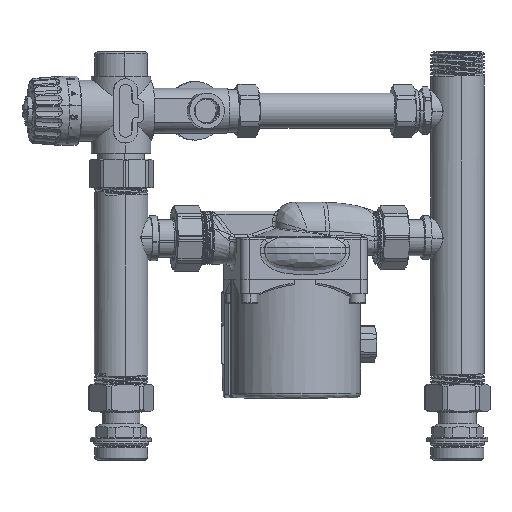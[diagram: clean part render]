
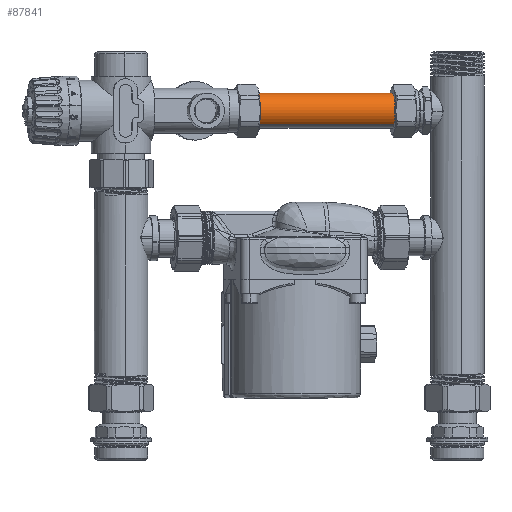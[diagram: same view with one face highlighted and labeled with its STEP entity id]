
A CAD part, left-side view. The second image highlights one B-rep face of the part: STEP entity #87841.
In plain terms, the highlighted cylindrical face has radius 11 mm (diameter 22 mm), a partial arc.
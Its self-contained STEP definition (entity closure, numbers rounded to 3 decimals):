
#3964 = EDGE_LOOP ( 'NONE', ( #165580, #166976, #172842, #173332 ) ) ;
#8199 = CARTESIAN_POINT ( 'NONE',  ( -45.25, 0., 11. ) ) ;
#9658 = DIRECTION ( 'NONE',  ( 0., 0., 1. ) ) ;
#22284 = AXIS2_PLACEMENT_3D ( 'NONE', #41061, #27536, #152535 ) ;
#27536 = DIRECTION ( 'NONE',  ( -1., 0., 0. ) ) ;
#30791 = EDGE_CURVE ( 'NONE', #57546, #162809, #68160, .T. ) ;
#41061 = CARTESIAN_POINT ( 'NONE',  ( -52.038, 0., 0. ) ) ;
#47593 = DIRECTION ( 'NONE',  ( -1., 0., 0. ) ) ;
#49297 = FACE_OUTER_BOUND ( 'NONE', #3964, .T. ) ;
#51561 = AXIS2_PLACEMENT_3D ( 'NONE', #176701, #93103, #9658 ) ;
#57546 = VERTEX_POINT ( 'NONE', #111206 ) ;
#62436 = EDGE_CURVE ( 'NONE', #118424, #159295, #166682, .T. ) ;
#67248 = CARTESIAN_POINT ( 'NONE',  ( -52.038, 0., 11. ) ) ;
#68160 = LINE ( 'NONE', #98095, #72516 ) ;
#70691 = CARTESIAN_POINT ( 'NONE',  ( -45.25, 0., -11. ) ) ;
#72516 = VECTOR ( 'NONE', #154878, 1000. ) ;
#72970 = VECTOR ( 'NONE', #164731, 1000. ) ;
#75453 = CIRCLE ( 'NONE', #93323, 11. ) ;
#86749 = EDGE_CURVE ( 'NONE', #118424, #57546, #154062, .T. ) ;
#87841 = ADVANCED_FACE ( 'NONE', ( #49297 ), #151615, .T. ) ;
#93103 = DIRECTION ( 'NONE',  ( -1., 0., 0. ) ) ;
#93323 = AXIS2_PLACEMENT_3D ( 'NONE', #130947, #47593, #144994 ) ;
#98095 = CARTESIAN_POINT ( 'NONE',  ( -52.038, 0., -11. ) ) ;
#108906 = EDGE_CURVE ( 'NONE', #159295, #162809, #75453, .T. ) ;
#111206 = CARTESIAN_POINT ( 'NONE',  ( 45.25, 0., -11. ) ) ;
#118424 = VERTEX_POINT ( 'NONE', #145965 ) ;
#130947 = CARTESIAN_POINT ( 'NONE',  ( -45.25, 0., 0. ) ) ;
#144994 = DIRECTION ( 'NONE',  ( 0., 0., 1. ) ) ;
#145965 = CARTESIAN_POINT ( 'NONE',  ( 45.25, 0., 11. ) ) ;
#151615 = CYLINDRICAL_SURFACE ( 'NONE', #22284, 11. ) ;
#152535 = DIRECTION ( 'NONE',  ( 0., 0., 1. ) ) ;
#154062 = CIRCLE ( 'NONE', #51561, 11. ) ;
#154878 = DIRECTION ( 'NONE',  ( -1., 0., 0. ) ) ;
#159295 = VERTEX_POINT ( 'NONE', #8199 ) ;
#162809 = VERTEX_POINT ( 'NONE', #70691 ) ;
#164731 = DIRECTION ( 'NONE',  ( -1., 0., 0. ) ) ;
#165580 = ORIENTED_EDGE ( 'NONE', *, *, #86749, .T. ) ;
#166682 = LINE ( 'NONE', #67248, #72970 ) ;
#166976 = ORIENTED_EDGE ( 'NONE', *, *, #30791, .T. ) ;
#172842 = ORIENTED_EDGE ( 'NONE', *, *, #108906, .F. ) ;
#173332 = ORIENTED_EDGE ( 'NONE', *, *, #62436, .F. ) ;
#176701 = CARTESIAN_POINT ( 'NONE',  ( 45.25, 0., 0. ) ) ;
